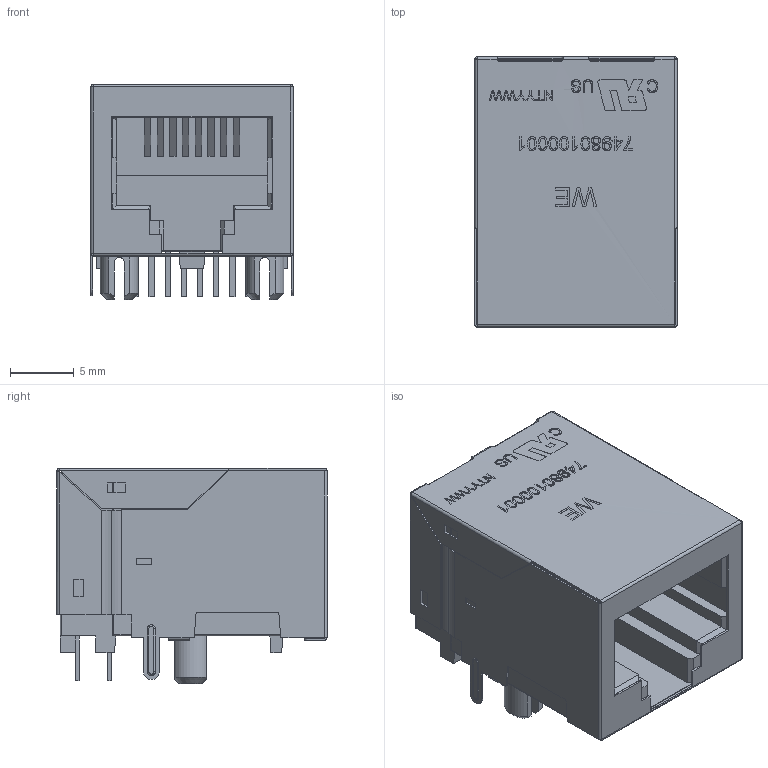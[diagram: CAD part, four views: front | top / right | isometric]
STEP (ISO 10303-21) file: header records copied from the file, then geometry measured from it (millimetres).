
FILE_DESCRIPTION(/* description */ ('Unknown'),/* implementation_level */ '2;1');
FILE_NAME(/* name */ 'T_Wurth_WE-RJ45LAN_THR_74980100001',/* time_stamp */ '2025-08-21T17:41:23+08:00',/* author */ ('Unknown'),/* organization */ ('Unknown'),/* preprocessor_version */ 'ST-DEVELOPER v19.4',/* originating_system */ 'Solid Edge',/* authorisation */ 'Unknown');
FILE_SCHEMA (('AUTOMOTIVE_DESIGN {1 0 10303 214 3 1 1}'));
Length unit declared in the file: millimetre
Products named in the file (2): T_Wurth_WE-RJ45LAN_THR_74980100001
Assembly tree (1 placements, depth 2):
  T_Wurth_WE-RJ45LAN_THR_74980100001
    T_Wurth_WE-RJ45LAN_THR_74980100001
Bounding box: 16.02 x 21.25 x 16.93 mm (x, y, z)
Volume: 2186.8 mm3; surface area: 6617.3 mm2
Topology: 12 solids, 12 shells, 748 faces, 1967 edges, 1258 vertices
Faces by surface type: plane 553, cylinder 129, bspline 46, torus 10, sphere 6, cone 4
Entity records: 25933 total; most frequent: CARTESIAN_POINT 6252, ORIENTED_EDGE 3892, DIRECTION 3228, EDGE_CURVE 1946, LINE 1332, VECTOR 1332, VERTEX_POINT 1258, AXIS2_PLACEMENT_3D 948
